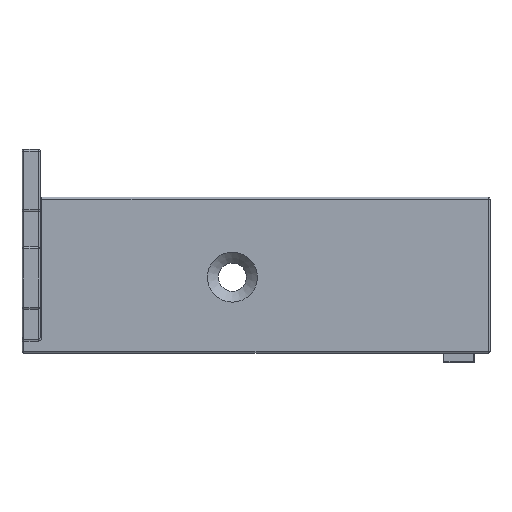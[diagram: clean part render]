
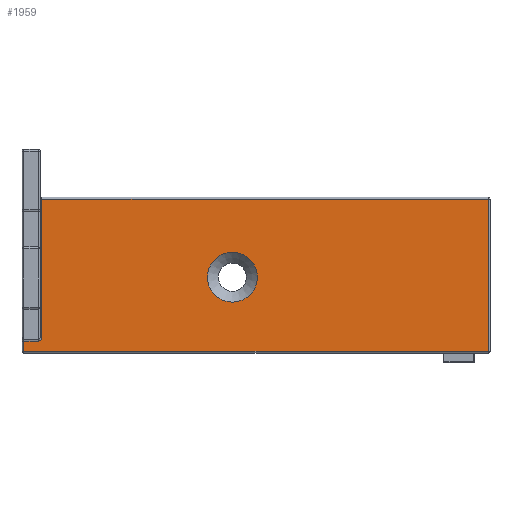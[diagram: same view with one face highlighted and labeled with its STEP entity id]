
A CAD part, front view. The second image highlights one B-rep face of the part: STEP entity #1959.
In plain terms, the highlighted planar face has unit normal (0, -1, 0).
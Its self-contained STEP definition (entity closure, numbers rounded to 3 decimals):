
#17=FACE_BOUND('',#405,.T.);
#25=PLANE('',#2224);
#265=FACE_OUTER_BOUND('',#404,.T.);
#404=EDGE_LOOP('',(#1657,#1658,#1659,#1660,#1661,#1662,#1663));
#405=EDGE_LOOP('',(#1664));
#457=LINE('',#3097,#602);
#459=LINE('',#3146,#604);
#463=LINE('',#3170,#608);
#465=LINE('',#3255,#610);
#521=LINE('',#3434,#666);
#541=LINE('',#3467,#686);
#602=VECTOR('',#2417,10.);
#604=VECTOR('',#2473,10.);
#608=VECTOR('',#2499,10.);
#610=VECTOR('',#2507,10.);
#666=VECTOR('',#2721,10.);
#686=VECTOR('',#2763,10.);
#739=CIRCLE('',#2018,4.);
#795=CIRCLE('',#2099,0.6);
#865=VERTEX_POINT('',#2988);
#888=VERTEX_POINT('',#3044);
#904=VERTEX_POINT('',#3084);
#907=VERTEX_POINT('',#3091);
#924=VERTEX_POINT('',#3133);
#927=VERTEX_POINT('',#3140);
#928=VERTEX_POINT('',#3142);
#937=VERTEX_POINT('',#3169);
#1013=EDGE_CURVE('',#865,#865,#739,.T.);
#1062=EDGE_CURVE('',#888,#907,#457,.T.);
#1082=EDGE_CURVE('',#927,#928,#795,.T.);
#1084=EDGE_CURVE('',#907,#927,#459,.T.);
#1095=EDGE_CURVE('',#928,#937,#463,.T.);
#1101=EDGE_CURVE('',#937,#924,#465,.T.);
#1197=EDGE_CURVE('',#924,#904,#521,.T.);
#1218=EDGE_CURVE('',#904,#888,#541,.T.);
#1657=ORIENTED_EDGE('',*,*,#1082,.F.);
#1658=ORIENTED_EDGE('',*,*,#1084,.F.);
#1659=ORIENTED_EDGE('',*,*,#1062,.F.);
#1660=ORIENTED_EDGE('',*,*,#1218,.F.);
#1661=ORIENTED_EDGE('',*,*,#1197,.F.);
#1662=ORIENTED_EDGE('',*,*,#1101,.F.);
#1663=ORIENTED_EDGE('',*,*,#1095,.F.);
#1664=ORIENTED_EDGE('',*,*,#1013,.T.);
#1959=ADVANCED_FACE('',(#265,#17),#25,.F.);
#2018=AXIS2_PLACEMENT_3D('',#2989,#2295,#2296);
#2099=AXIS2_PLACEMENT_3D('',#3143,#2467,#2468);
#2224=AXIS2_PLACEMENT_3D('',#3516,#2828,#2829);
#2295=DIRECTION('center_axis',(0.,1.,0.));
#2296=DIRECTION('ref_axis',(0.,0.,-1.));
#2417=DIRECTION('',(0.,0.,1.));
#2467=DIRECTION('center_axis',(0.,-1.,0.));
#2468=DIRECTION('ref_axis',(0.707,0.,-0.707));
#2473=DIRECTION('',(1.,0.,0.));
#2499=DIRECTION('',(0.,0.,1.));
#2507=DIRECTION('',(1.,0.,0.));
#2721=DIRECTION('',(0.,0.,-1.));
#2763=DIRECTION('',(-1.,0.,0.));
#2828=DIRECTION('center_axis',(0.,1.,0.));
#2829=DIRECTION('ref_axis',(1.,0.,0.));
#2988=CARTESIAN_POINT('',(33.719,0.,16.182));
#2989=CARTESIAN_POINT('Origin',(33.719,0.,12.182));
#3044=CARTESIAN_POINT('',(0.3,0.,0.3));
#3084=CARTESIAN_POINT('',(74.7,0.,0.3));
#3091=CARTESIAN_POINT('',(0.3,0.,1.95));
#3097=CARTESIAN_POINT('',(0.3,0.,6.25));
#3133=CARTESIAN_POINT('',(74.7,0.,24.7));
#3140=CARTESIAN_POINT('',(2.6,0.,1.95));
#3142=CARTESIAN_POINT('',(3.2,0.,2.55));
#3143=CARTESIAN_POINT('Origin',(2.6,0.,2.55));
#3146=CARTESIAN_POINT('',(18.75,0.,1.95));
#3169=CARTESIAN_POINT('',(3.2,0.,24.7));
#3170=CARTESIAN_POINT('',(3.2,0.,14.975));
#3255=CARTESIAN_POINT('',(18.75,0.,24.7));
#3434=CARTESIAN_POINT('',(74.7,0.,18.75));
#3467=CARTESIAN_POINT('',(56.25,0.,0.3));
#3516=CARTESIAN_POINT('Origin',(37.5,0.,12.5));
